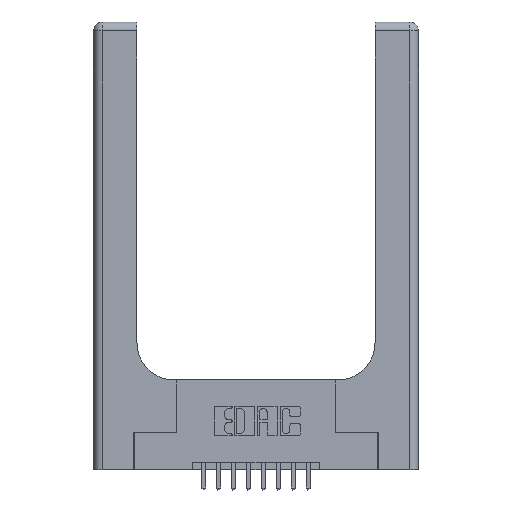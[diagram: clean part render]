
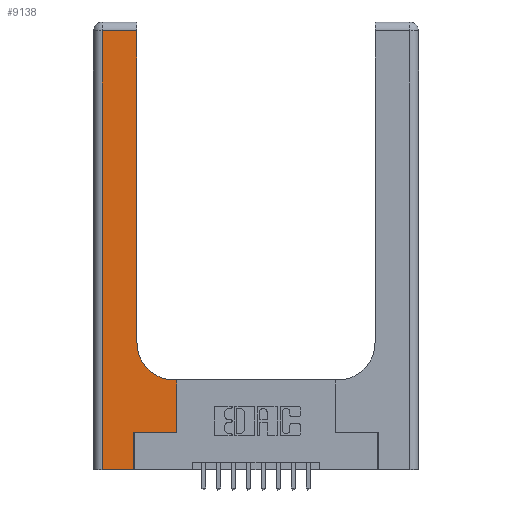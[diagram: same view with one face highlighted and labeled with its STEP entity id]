
A CAD part, top view. The second image highlights one B-rep face of the part: STEP entity #9138.
In plain terms, the highlighted planar face has unit normal (0, 0, 1).
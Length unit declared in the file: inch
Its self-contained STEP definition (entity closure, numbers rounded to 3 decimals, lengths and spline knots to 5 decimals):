
#165 = CARTESIAN_POINT ( 'NONE',  ( 0., 2.94, 0.37 ) ) ;
#166 = CARTESIAN_POINT ( 'NONE',  ( 0.2915, 2.94, 0.37 ) ) ;
#517 = LINE ( 'NONE', #12674, #11954 ) ;
#520 = VERTEX_POINT ( 'NONE', #7314 ) ;
#679 = EDGE_CURVE ( 'NONE', #7364, #14016, #6727, .T. ) ;
#725 = CARTESIAN_POINT ( 'NONE',  ( 0.2915, 0.6, 0.37 ) ) ;
#759 = CIRCLE ( 'NONE', #14935, 0.25 ) ;
#820 = CARTESIAN_POINT ( 'NONE',  ( 0.06, 3., 0.37 ) ) ;
#995 = CARTESIAN_POINT ( 'NONE',  ( 0.269, 0., 0.37 ) ) ;
#1151 = VECTOR ( 'NONE', #2242, 39.37008 ) ;
#1301 = DIRECTION ( 'NONE',  ( 0., 1., 0. ) ) ;
#1330 = CARTESIAN_POINT ( 'NONE',  ( 0.06, 2.94, 0.37 ) ) ;
#1381 = DIRECTION ( 'NONE',  ( -1., 0., 0. ) ) ;
#1857 = VECTOR ( 'NONE', #12523, 39.37008 ) ;
#2047 = DIRECTION ( 'NONE',  ( 1., 0., 0. ) ) ;
#2074 = EDGE_CURVE ( 'NONE', #14016, #13962, #517, .T. ) ;
#2242 = DIRECTION ( 'NONE',  ( 0., 1., 0. ) ) ;
#3211 = CARTESIAN_POINT ( 'NONE',  ( 0., 0., 0.37 ) ) ;
#3269 = VERTEX_POINT ( 'NONE', #166 ) ;
#3703 = DIRECTION ( 'NONE',  ( 0., 0., -1. ) ) ;
#4668 = EDGE_CURVE ( 'NONE', #3269, #8150, #10894, .T. ) ;
#5106 = EDGE_CURVE ( 'NONE', #12358, #5628, #11455, .T. ) ;
#5188 = DIRECTION ( 'NONE',  ( 1., 0., 0. ) ) ;
#5255 = DIRECTION ( 'NONE',  ( 1., 0., 0. ) ) ;
#5530 = CARTESIAN_POINT ( 'NONE',  ( 0.269, 0.25, 0.37 ) ) ;
#5626 = VECTOR ( 'NONE', #2047, 39.37008 ) ;
#5628 = VERTEX_POINT ( 'NONE', #8397 ) ;
#5697 = EDGE_CURVE ( 'NONE', #13962, #12358, #8939, .T. ) ;
#6394 = ORIENTED_EDGE ( 'NONE', *, *, #4668, .T. ) ;
#6631 = VECTOR ( 'NONE', #1381, 39.37008 ) ;
#6668 = EDGE_CURVE ( 'NONE', #5628, #520, #759, .T. ) ;
#6727 = LINE ( 'NONE', #13723, #13151 ) ;
#7183 = CARTESIAN_POINT ( 'NONE',  ( 0.5415, 0.85, 0.37 ) ) ;
#7275 = LINE ( 'NONE', #820, #1857 ) ;
#7314 = CARTESIAN_POINT ( 'NONE',  ( 0.2915, 0.85, 0.37 ) ) ;
#7364 = VERTEX_POINT ( 'NONE', #995 ) ;
#7399 = EDGE_CURVE ( 'NONE', #520, #3269, #14340, .T. ) ;
#7860 = CARTESIAN_POINT ( 'NONE',  ( 0., 3., 0.37 ) ) ;
#8150 = VERTEX_POINT ( 'NONE', #1330 ) ;
#8289 = CARTESIAN_POINT ( 'NONE',  ( 0.5585, 0.25, 0.37 ) ) ;
#8392 = ORIENTED_EDGE ( 'NONE', *, *, #5106, .T. ) ;
#8397 = CARTESIAN_POINT ( 'NONE',  ( 0.5415, 0.6, 0.37 ) ) ;
#8774 = EDGE_CURVE ( 'NONE', #8150, #12942, #7275, .T. ) ;
#8789 = ORIENTED_EDGE ( 'NONE', *, *, #11454, .T. ) ;
#8924 = CARTESIAN_POINT ( 'NONE',  ( 0.5585, 0.25, 0.37 ) ) ;
#8939 = LINE ( 'NONE', #8924, #1151 ) ;
#9132 = DIRECTION ( 'NONE',  ( 0., 0., -1. ) ) ;
#9138 = ADVANCED_FACE ( 'NONE', ( #13306 ), #15329, .F. ) ;
#9385 = DIRECTION ( 'NONE',  ( -1., 0., 0. ) ) ;
#9518 = ORIENTED_EDGE ( 'NONE', *, *, #5697, .T. ) ;
#10240 = AXIS2_PLACEMENT_3D ( 'NONE', #7860, #9132, #15392 ) ;
#10894 = LINE ( 'NONE', #165, #6631 ) ;
#10976 = CARTESIAN_POINT ( 'NONE',  ( 0.06, 0., 0.37 ) ) ;
#11000 = VECTOR ( 'NONE', #13547, 39.37008 ) ;
#11454 = EDGE_CURVE ( 'NONE', #12942, #7364, #14003, .T. ) ;
#11455 = LINE ( 'NONE', #725, #12429 ) ;
#11954 = VECTOR ( 'NONE', #5188, 39.37008 ) ;
#11998 = ORIENTED_EDGE ( 'NONE', *, *, #679, .T. ) ;
#12147 = CARTESIAN_POINT ( 'NONE',  ( 0.2915, 3., 0.37 ) ) ;
#12240 = ORIENTED_EDGE ( 'NONE', *, *, #7399, .T. ) ;
#12358 = VERTEX_POINT ( 'NONE', #15293 ) ;
#12429 = VECTOR ( 'NONE', #9385, 39.37008 ) ;
#12523 = DIRECTION ( 'NONE',  ( 0., -1., 0. ) ) ;
#12674 = CARTESIAN_POINT ( 'NONE',  ( 0.269, 0.25, 0.37 ) ) ;
#12741 = ORIENTED_EDGE ( 'NONE', *, *, #8774, .T. ) ;
#12942 = VERTEX_POINT ( 'NONE', #10976 ) ;
#13151 = VECTOR ( 'NONE', #1301, 39.37008 ) ;
#13306 = FACE_OUTER_BOUND ( 'NONE', #14361, .T. ) ;
#13547 = DIRECTION ( 'NONE',  ( 0., 1., 0. ) ) ;
#13723 = CARTESIAN_POINT ( 'NONE',  ( 0.269, 0., 0.37 ) ) ;
#13962 = VERTEX_POINT ( 'NONE', #8289 ) ;
#14003 = LINE ( 'NONE', #3211, #5626 ) ;
#14016 = VERTEX_POINT ( 'NONE', #5530 ) ;
#14068 = ORIENTED_EDGE ( 'NONE', *, *, #6668, .T. ) ;
#14340 = LINE ( 'NONE', #12147, #11000 ) ;
#14361 = EDGE_LOOP ( 'NONE', ( #12240, #6394, #12741, #8789, #11998, #14599, #9518, #8392, #14068 ) ) ;
#14599 = ORIENTED_EDGE ( 'NONE', *, *, #2074, .T. ) ;
#14935 = AXIS2_PLACEMENT_3D ( 'NONE', #7183, #3703, #5255 ) ;
#15293 = CARTESIAN_POINT ( 'NONE',  ( 0.5585, 0.6, 0.37 ) ) ;
#15329 = PLANE ( 'NONE',  #10240 ) ;
#15392 = DIRECTION ( 'NONE',  ( -1., 0., 0. ) ) ;
